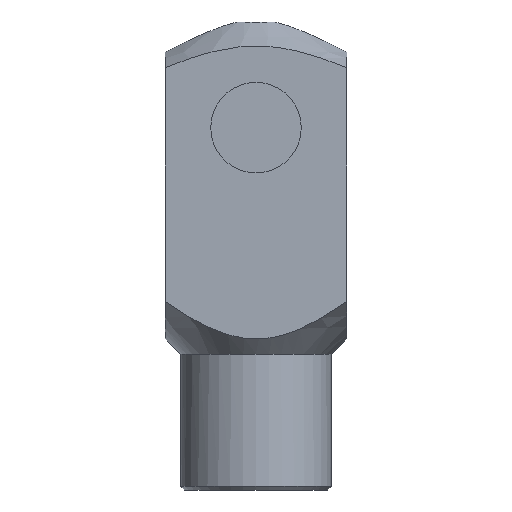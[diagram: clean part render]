
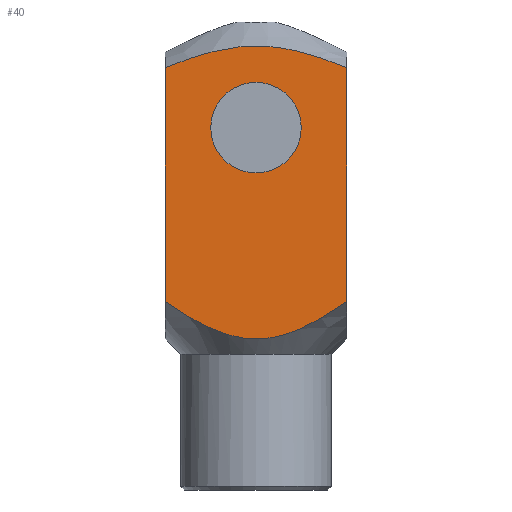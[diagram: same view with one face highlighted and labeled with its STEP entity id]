
A CAD part, left-side view. The second image highlights one B-rep face of the part: STEP entity #40.
In plain terms, the highlighted planar face has unit normal (-1, 0, 0).
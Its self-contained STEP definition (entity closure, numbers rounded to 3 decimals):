
#40 = ADVANCED_FACE ( 'NONE', ( #61, #179 ), #669, .T. ) ;
#46 = EDGE_CURVE ( 'NONE', #283, #142, #172, .T. ) ;
#61 = FACE_BOUND ( 'NONE', #622, .T. ) ;
#63 = CARTESIAN_POINT ( 'NONE',  ( -12., -12., 24.971 ) ) ;
#64 = DIRECTION ( 'NONE',  ( 0., 0., 1. ) ) ;
#121 = ORIENTED_EDGE ( 'NONE', *, *, #426, .T. ) ;
#123 = ORIENTED_EDGE ( 'NONE', *, *, #337, .T. ) ;
#125 = CARTESIAN_POINT ( 'NONE',  ( -12., -12., 55.955 ) ) ;
#131 = CARTESIAN_POINT ( 'NONE',  ( -12., 12., 24.971 ) ) ;
#140 = CARTESIAN_POINT ( 'NONE',  ( -12., -12., 24.971 ) ) ;
#142 = VERTEX_POINT ( 'NONE', #359 ) ;
#172 = LINE ( 'NONE', #395, #392 ) ;
#179 = FACE_OUTER_BOUND ( 'NONE', #406, .T. ) ;
#195 = CARTESIAN_POINT ( 'NONE',  ( -12., 12., 24.971 ) ) ;
#203 = EDGE_CURVE ( 'NONE', #283, #577, #209, .T. ) ;
#209 =( BOUNDED_CURVE ( )  B_SPLINE_CURVE ( 2, ( #131, #516, #294 ),
 .UNSPECIFIED., .F., .T. ) 
 B_SPLINE_CURVE_WITH_KNOTS ( ( 3, 3 ),
 ( 1.207, 5.366 ),
 .UNSPECIFIED. ) 
 CURVE ( )  GEOMETRIC_REPRESENTATION_ITEM ( )  RATIONAL_B_SPLINE_CURVE ( ( 1.45, 2.05, 1.45 ) ) 
 REPRESENTATION_ITEM ( '' )  );
#236 = VECTOR ( 'NONE', #386, 1000. ) ;
#275 = DIRECTION ( 'NONE',  ( 1., 0., 0. ) ) ;
#276 = DIRECTION ( 'NONE',  ( 0., 0., 1. ) ) ;
#280 = CIRCLE ( 'NONE', #467, 6. ) ;
#283 = VERTEX_POINT ( 'NONE', #195 ) ;
#289 = DIRECTION ( 'NONE',  ( -1., 0., 0. ) ) ;
#294 = CARTESIAN_POINT ( 'NONE',  ( -12., -12., 24.971 ) ) ;
#337 = EDGE_CURVE ( 'NONE', #597, #142, #450, .T. ) ;
#358 = CARTESIAN_POINT ( 'NONE',  ( -12., -6., 48. ) ) ;
#359 = CARTESIAN_POINT ( 'NONE',  ( -12., 12., 55.955 ) ) ;
#383 = CARTESIAN_POINT ( 'NONE',  ( -12., 0., 48. ) ) ;
#386 = DIRECTION ( 'NONE',  ( 0., 0., 1. ) ) ;
#392 = VECTOR ( 'NONE', #276, 1000. ) ;
#395 = CARTESIAN_POINT ( 'NONE',  ( -12., 12., 24.971 ) ) ;
#401 = ORIENTED_EDGE ( 'NONE', *, *, #534, .T. ) ;
#406 = EDGE_LOOP ( 'NONE', ( #653, #401, #123, #537 ) ) ;
#418 = AXIS2_PLACEMENT_3D ( 'NONE', #608, #289, #64 ) ;
#426 = EDGE_CURVE ( 'NONE', #538, #538, #280, .T. ) ;
#450 =( BOUNDED_CURVE ( )  B_SPLINE_CURVE ( 2, ( #542, #539, #481 ),
 .UNSPECIFIED., .F., .T. ) 
 B_SPLINE_CURVE_WITH_KNOTS ( ( 3, 3 ),
 ( 2.96, 9.219 ),
 .UNSPECIFIED. ) 
 CURVE ( )  GEOMETRIC_REPRESENTATION_ITEM ( )  RATIONAL_B_SPLINE_CURVE ( ( 2.364, 3.344, 2.364 ) ) 
 REPRESENTATION_ITEM ( '' )  );
#467 = AXIS2_PLACEMENT_3D ( 'NONE', #383, #275, #494 ) ;
#481 = CARTESIAN_POINT ( 'NONE',  ( -12., 12., 55.955 ) ) ;
#494 = DIRECTION ( 'NONE',  ( 0., -1., 0. ) ) ;
#516 = CARTESIAN_POINT ( 'NONE',  ( -12., 0., 16.485 ) ) ;
#534 = EDGE_CURVE ( 'NONE', #577, #597, #552, .T. ) ;
#537 = ORIENTED_EDGE ( 'NONE', *, *, #46, .F. ) ;
#538 = VERTEX_POINT ( 'NONE', #358 ) ;
#539 = CARTESIAN_POINT ( 'NONE',  ( -12., 0., 60.854 ) ) ;
#542 = CARTESIAN_POINT ( 'NONE',  ( -12., -12., 55.955 ) ) ;
#552 = LINE ( 'NONE', #63, #236 ) ;
#577 = VERTEX_POINT ( 'NONE', #140 ) ;
#597 = VERTEX_POINT ( 'NONE', #125 ) ;
#608 = CARTESIAN_POINT ( 'NONE',  ( -12., -12., 18. ) ) ;
#622 = EDGE_LOOP ( 'NONE', ( #121 ) ) ;
#653 = ORIENTED_EDGE ( 'NONE', *, *, #203, .T. ) ;
#669 = PLANE ( 'NONE',  #418 ) ;
